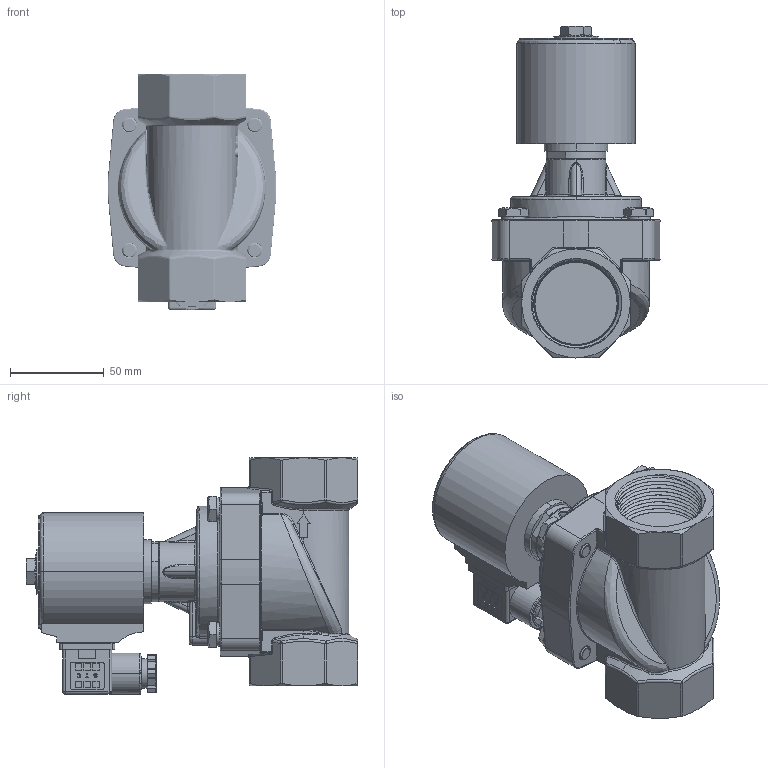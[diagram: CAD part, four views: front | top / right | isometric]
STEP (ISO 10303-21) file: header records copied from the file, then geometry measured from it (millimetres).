
FILE_DESCRIPTION (( 'STEP AP214' ), '1' );
FILE_NAME ('2LS400-1-1-2.STEP', '2018-08-16T22:27:35', ( '' ), ( '' ), 'SwSTEP 2.0', 'SolidWorks 2016', '' );
FILE_SCHEMA (( 'AUTOMOTIVE_DESIGN' ));
Length unit declared in the file: millimetre
Products named in the file (1): 2LS400-1-1-2
Bounding box: 90.1 x 177.1 x 126.28 mm (x, y, z)
Volume: 665183.5 mm3; surface area: 120892.6 mm2
Topology: 23 solids, 27 shells, 2326 faces, 6390 edges, 4180 vertices
Faces by surface type: plane 1058, cylinder 749, bspline 255, cone 140, torus 85, sphere 39
Entity records: 164256 total; most frequent: CARTESIAN_POINT 83763, ORIENTED_EDGE 12748, DIRECTION 9400, EDGE_CURVE 6374, VERTEX_POINT 4180, VECTOR 3508, LINE 3508, AXIS2_PLACEMENT_3D 2946
